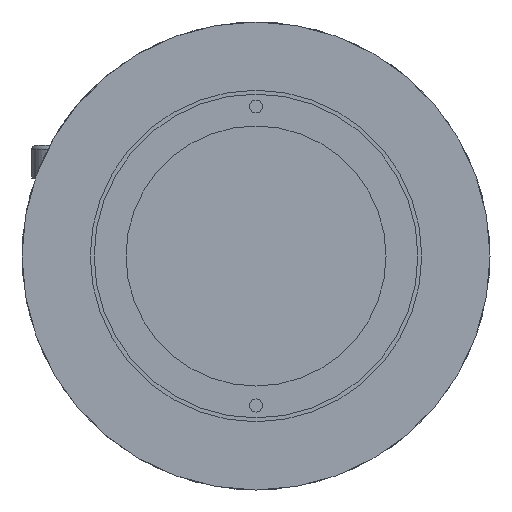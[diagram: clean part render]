
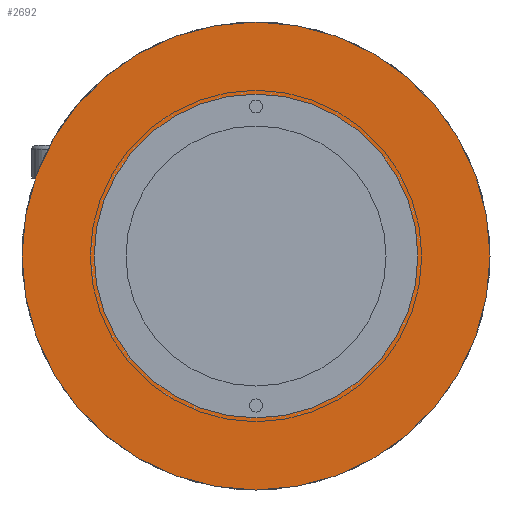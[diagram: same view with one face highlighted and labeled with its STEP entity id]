
A CAD part, left-side view. The second image highlights one B-rep face of the part: STEP entity #2692.
In plain terms, the highlighted planar face has unit normal (-1, 0, 0).
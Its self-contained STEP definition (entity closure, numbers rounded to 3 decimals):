
#14 = EDGE_LOOP ( 'NONE', ( #1159, #2627 ) ) ;
#21 = DIRECTION ( 'NONE',  ( 0., 0., 1. ) ) ;
#64 = AXIS2_PLACEMENT_3D ( 'NONE', #1219, #2061, #810 ) ;
#101 = VERTEX_POINT ( 'NONE', #289 ) ;
#116 = PLANE ( 'NONE',  #64 ) ;
#199 = EDGE_LOOP ( 'NONE', ( #909, #2025 ) ) ;
#289 = CARTESIAN_POINT ( 'NONE',  ( 0., 0., -18. ) ) ;
#386 = DIRECTION ( 'NONE',  ( -1., 0., 0. ) ) ;
#446 = CARTESIAN_POINT ( 'NONE',  ( 0., 0., 0. ) ) ;
#525 = VERTEX_POINT ( 'NONE', #594 ) ;
#594 = CARTESIAN_POINT ( 'NONE',  ( 0., 0., 12.45 ) ) ;
#599 = CARTESIAN_POINT ( 'NONE',  ( 0., 0., 0. ) ) ;
#686 = DIRECTION ( 'NONE',  ( 0., 0., 1. ) ) ;
#810 = DIRECTION ( 'NONE',  ( 0., 0., -1. ) ) ;
#843 = DIRECTION ( 'NONE',  ( 0., 0., 1. ) ) ;
#909 = ORIENTED_EDGE ( 'NONE', *, *, #1757, .T. ) ;
#916 = FACE_BOUND ( 'NONE', #14, .T. ) ;
#943 = CIRCLE ( 'NONE', #2304, 18. ) ;
#980 = FACE_OUTER_BOUND ( 'NONE', #199, .T. ) ;
#1159 = ORIENTED_EDGE ( 'NONE', *, *, #1487, .F. ) ;
#1219 = CARTESIAN_POINT ( 'NONE',  ( 0., 18., 0. ) ) ;
#1249 = VERTEX_POINT ( 'NONE', #2513 ) ;
#1329 = EDGE_CURVE ( 'NONE', #101, #1249, #943, .T. ) ;
#1334 = DIRECTION ( 'NONE',  ( -1., 0., 0. ) ) ;
#1487 = EDGE_CURVE ( 'NONE', #525, #2410, #2197, .T. ) ;
#1520 = EDGE_CURVE ( 'NONE', #2410, #525, #2143, .T. ) ;
#1666 = CARTESIAN_POINT ( 'NONE',  ( 0., 0., 0. ) ) ;
#1687 = CIRCLE ( 'NONE', #1695, 18. ) ;
#1695 = AXIS2_PLACEMENT_3D ( 'NONE', #599, #2085, #843 ) ;
#1698 = CARTESIAN_POINT ( 'NONE',  ( 0., 0., -12.45 ) ) ;
#1757 = EDGE_CURVE ( 'NONE', #1249, #101, #1687, .T. ) ;
#1895 = DIRECTION ( 'NONE',  ( 0., 0., 1. ) ) ;
#1957 = DIRECTION ( 'NONE',  ( -1., 0., 0. ) ) ;
#1995 = AXIS2_PLACEMENT_3D ( 'NONE', #2571, #1334, #21 ) ;
#2025 = ORIENTED_EDGE ( 'NONE', *, *, #1329, .T. ) ;
#2031 = AXIS2_PLACEMENT_3D ( 'NONE', #446, #1957, #686 ) ;
#2061 = DIRECTION ( 'NONE',  ( 1., 0., 0. ) ) ;
#2085 = DIRECTION ( 'NONE',  ( -1., 0., 0. ) ) ;
#2143 = CIRCLE ( 'NONE', #1995, 12.45 ) ;
#2197 = CIRCLE ( 'NONE', #2031, 12.45 ) ;
#2304 = AXIS2_PLACEMENT_3D ( 'NONE', #1666, #386, #1895 ) ;
#2410 = VERTEX_POINT ( 'NONE', #1698 ) ;
#2513 = CARTESIAN_POINT ( 'NONE',  ( 0., 0., 18. ) ) ;
#2571 = CARTESIAN_POINT ( 'NONE',  ( 0., 0., 0. ) ) ;
#2627 = ORIENTED_EDGE ( 'NONE', *, *, #1520, .F. ) ;
#2692 = ADVANCED_FACE ( 'NONE', ( #916, #980 ), #116, .F. ) ;
